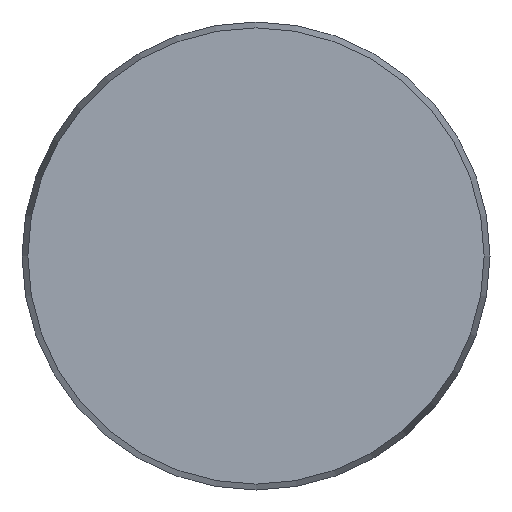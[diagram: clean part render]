
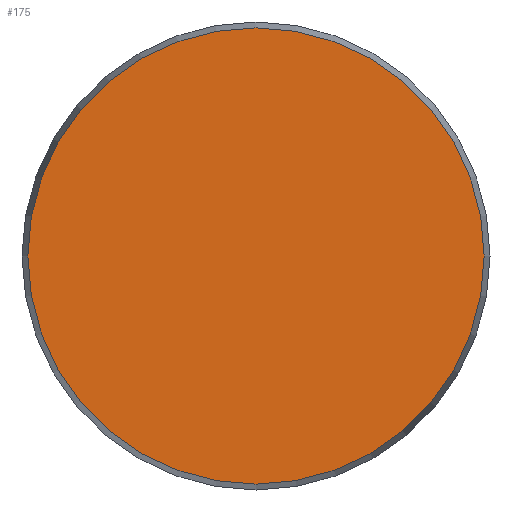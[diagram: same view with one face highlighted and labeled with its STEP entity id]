
A CAD part, front view. The second image highlights one B-rep face of the part: STEP entity #175.
In plain terms, the highlighted planar face has unit normal (0, -1, 0).
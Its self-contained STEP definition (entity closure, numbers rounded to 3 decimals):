
#175 = ADVANCED_FACE( '', ( #357 ), #358, .F. );
#357 = FACE_OUTER_BOUND( '', #598, .T. );
#358 = PLANE( '', #599 );
#598 = EDGE_LOOP( '', ( #987 ) );
#599 = AXIS2_PLACEMENT_3D( '', #988, #989, #990 );
#987 = ORIENTED_EDGE( '', *, *, #1081, .T. );
#988 = CARTESIAN_POINT( '', ( 58.5, 0., 0. ) );
#989 = DIRECTION( '', ( 0., 1., 0. ) );
#990 = DIRECTION( '', ( 0., 0., 1. ) );
#1081 = EDGE_CURVE( '', #1278, #1278, #1279, .T. );
#1278 = VERTEX_POINT( '', #1733 );
#1279 = CIRCLE( '', #1734, 58.5 );
#1733 = CARTESIAN_POINT( '', ( 0., 0., -58.5 ) );
#1734 = AXIS2_PLACEMENT_3D( '', #1961, #1962, #1963 );
#1961 = CARTESIAN_POINT( '', ( 0., 0., 0. ) );
#1962 = DIRECTION( '', ( 0., -1., 0. ) );
#1963 = DIRECTION( '', ( 0., 0., -1. ) );
